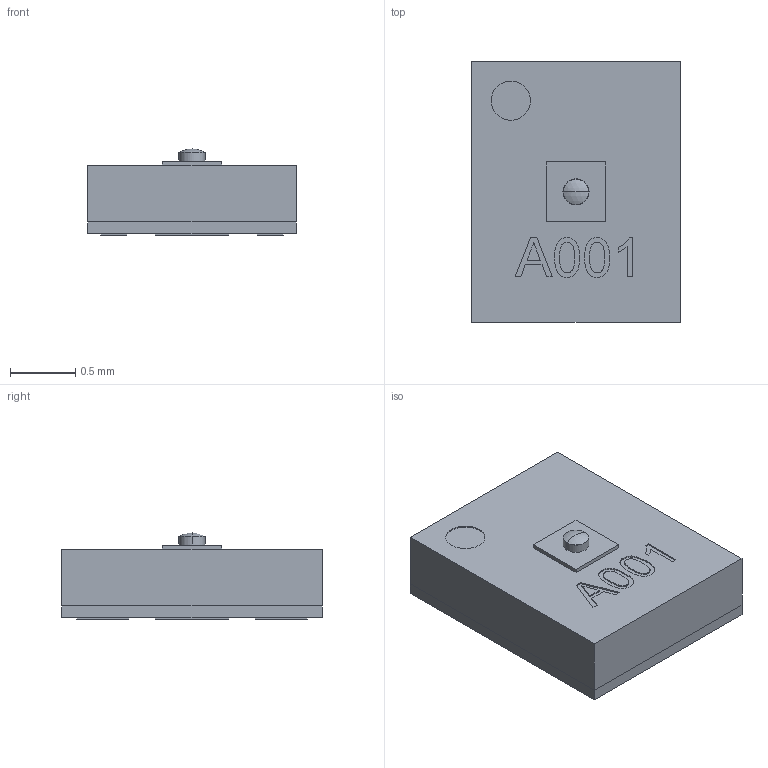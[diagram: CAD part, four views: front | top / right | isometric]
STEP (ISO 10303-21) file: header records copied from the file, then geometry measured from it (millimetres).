
FILE_DESCRIPTION (( 'STEP AP203' ), '1' );
FILE_NAME ('Force_sensor_20170316.STEP', '2017-03-15T23:55:34', ( 'QNDadmin' ), ( 'Hewlett-Packard Company' ), 'SwSTEP 2.0', 'SolidWorks 2014', '' );
FILE_SCHEMA (( 'CONFIG_CONTROL_DESIGN' ));
Length unit declared in the file: millimetre
Products named in the file (1): Force_sensor_20170316
Bounding box: 1.6 x 2 x 0.66 mm (x, y, z)
Volume: 1.7 mm3; surface area: 18.5 mm2
Topology: 8 solids, 8 shells, 103 faces, 232 edges, 155 vertices
Faces by surface type: plane 73, bspline 24, cylinder 4, sphere 2
Entity records: 4233 total; most frequent: CARTESIAN_POINT 2003, ORIENTED_EDGE 464, DIRECTION 356, EDGE_CURVE 232, LINE 172, VECTOR 172, VERTEX_POINT 155, EDGE_LOOP 113
